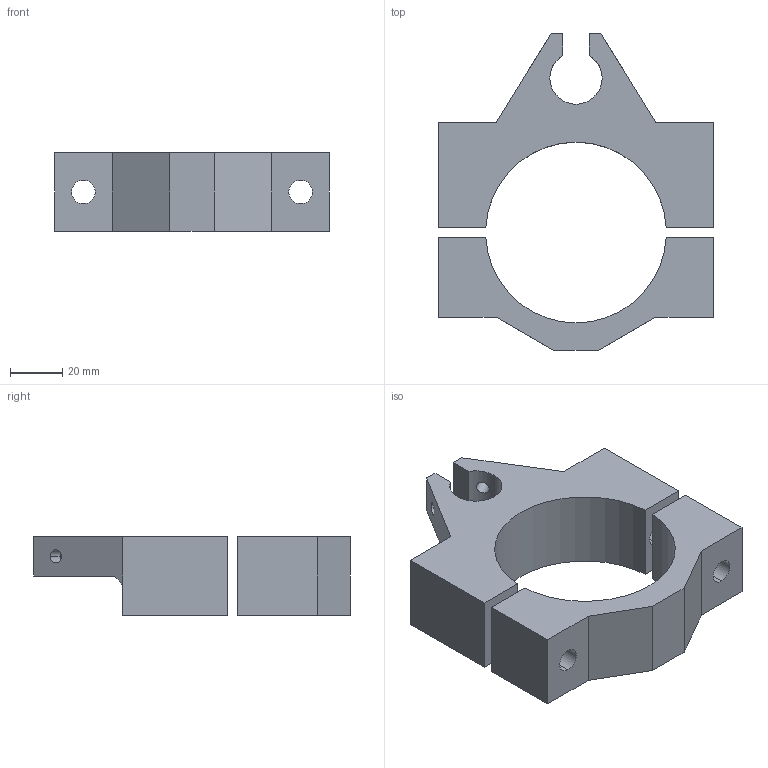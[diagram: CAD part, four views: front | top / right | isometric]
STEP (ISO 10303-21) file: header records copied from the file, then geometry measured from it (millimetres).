
FILE_DESCRIPTION (( 'STEP AP203' ), '1' );
FILE_NAME ('bride 3.STEP', '2019-07-09T09:36:53', ( '' ), ( '' ), 'SwSTEP 2.0', 'SolidWorks 2015', '' );
FILE_SCHEMA (( 'CONFIG_CONTROL_DESIGN' ));
Length unit declared in the file: millimetre
Products named in the file (1): bride 3
Bounding box: 105 x 121 x 30 mm (x, y, z)
Volume: 138054.5 mm3; surface area: 34866.2 mm2
Topology: 2 solids, 2 shells, 43 faces, 117 edges, 78 vertices
Faces by surface type: plane 25, cylinder 18
Entity records: 1570 total; most frequent: CARTESIAN_POINT 363, ORIENTED_EDGE 234, DIRECTION 229, EDGE_CURVE 117, LINE 81, VECTOR 81, VERTEX_POINT 78, AXIS2_PLACEMENT_3D 74
